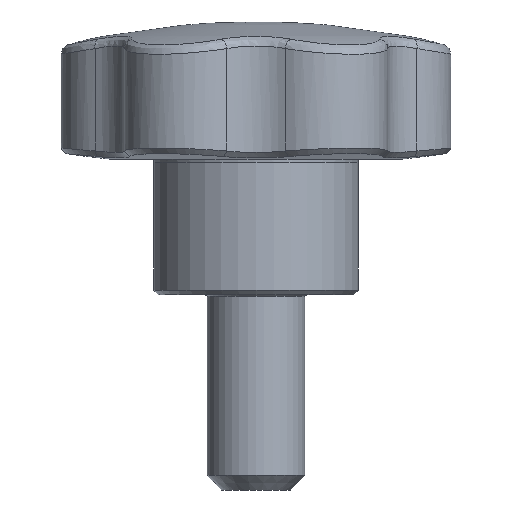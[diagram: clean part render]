
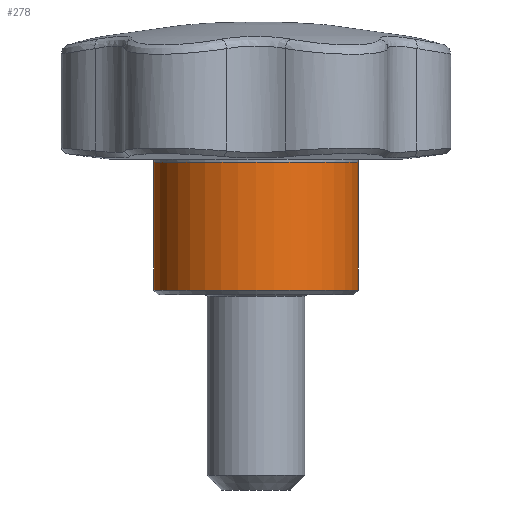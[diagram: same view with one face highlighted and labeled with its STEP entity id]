
A CAD part, front view. The second image highlights one B-rep face of the part: STEP entity #278.
In plain terms, the highlighted cylindrical face has radius 10.5 mm (diameter 21 mm), a full revolution.
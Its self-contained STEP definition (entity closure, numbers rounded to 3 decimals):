
#278 = ADVANCED_FACE( '', ( #563, #564 ), #565, .T. );
#563 = FACE_OUTER_BOUND( '', #3445, .T. );
#564 = FACE_OUTER_BOUND( '', #3446, .T. );
#565 = CYLINDRICAL_SURFACE( '', #3447, 10.5 );
#3445 = EDGE_LOOP( '', ( #4097 ) );
#3446 = EDGE_LOOP( '', ( #4098 ) );
#3447 = AXIS2_PLACEMENT_3D( '', #4099, #4100, #4101 );
#4097 = ORIENTED_EDGE( '', *, *, #4385, .T. );
#4098 = ORIENTED_EDGE( '', *, *, #4282, .F. );
#4099 = CARTESIAN_POINT( '', ( 0., 0., 28. ) );
#4100 = DIRECTION( '', ( 0., 0., -1. ) );
#4101 = DIRECTION( '', ( 1., 0., 0. ) );
#4282 = EDGE_CURVE( '', #4663, #4663, #4664, .T. );
#4385 = EDGE_CURVE( '', #4780, #4780, #4781, .T. );
#4663 = VERTEX_POINT( '', #6827 );
#4664 = CIRCLE( '', #6828, 10.5 );
#4780 = VERTEX_POINT( '', #7437 );
#4781 = CIRCLE( '', #7438, 10.5 );
#6827 = CARTESIAN_POINT( '', ( 10.5, 0., 13.239 ) );
#6828 = AXIS2_PLACEMENT_3D( '', #7580, #7581, #7582 );
#7437 = CARTESIAN_POINT( '', ( 10.5, 0., 0.137 ) );
#7438 = AXIS2_PLACEMENT_3D( '', #7663, #7664, #7665 );
#7580 = CARTESIAN_POINT( '', ( 0., 0., 13.239 ) );
#7581 = DIRECTION( '', ( 0., 0., 1. ) );
#7582 = DIRECTION( '', ( 1., 0., 0. ) );
#7663 = CARTESIAN_POINT( '', ( 0., 0., 0.137 ) );
#7664 = DIRECTION( '', ( 0., 0., 1. ) );
#7665 = DIRECTION( '', ( 1., 0., 0. ) );
